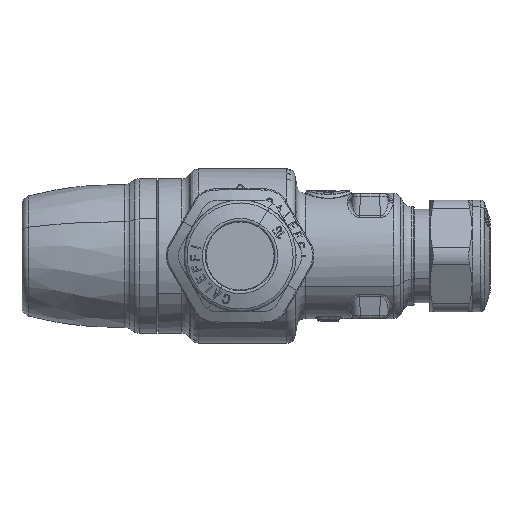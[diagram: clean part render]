
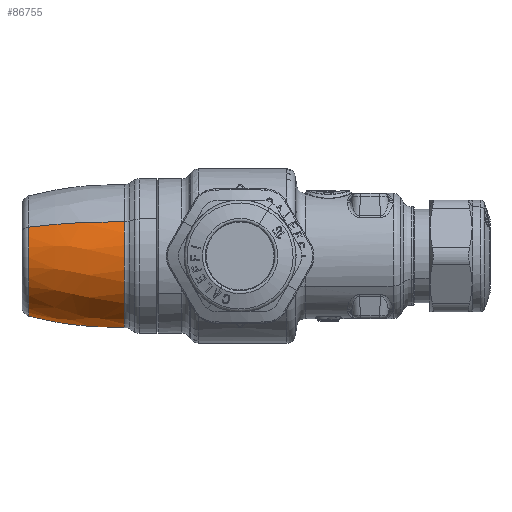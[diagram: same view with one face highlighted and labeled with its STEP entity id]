
A CAD part, left-side view. The second image highlights one B-rep face of the part: STEP entity #86755.
In plain terms, the highlighted face is a revolution surface.
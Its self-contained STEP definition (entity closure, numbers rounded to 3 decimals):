
#86673=CARTESIAN_POINT('Axis2P3D Location',(0.,25.813,0.)) ;
#86677=CARTESIAN_POINT('Vertex',(-14.05,25.813,7.675)) ;
#86679=CARTESIAN_POINT('Vertex',(14.05,25.813,-7.675)) ;
#86717=CARTESIAN_POINT('Control Point',(16.01,25.813,0.)) ;
#86718=CARTESIAN_POINT('Control Point',(16.085,31.217,0.)) ;
#86719=CARTESIAN_POINT('Control Point',(15.675,36.627,0.)) ;
#86720=CARTESIAN_POINT('Control Point',(14.776,41.979,0.)) ;
#86721=CARTESIAN_POINT('Control Point',(13.407,47.207,0.)) ;
#86722=CARTESIAN_POINT('Axis1P Location',(0.,33.7,0.)) ;
#86726=CARTESIAN_POINT('Axis2P3D Location',(0.,47.207,0.)) ;
#86730=CARTESIAN_POINT('Vertex',(11.765,47.207,-6.427)) ;
#86732=CARTESIAN_POINT('Vertex',(-11.765,47.207,6.427)) ;
#86736=CARTESIAN_POINT('Control Point',(14.05,25.813,-7.675)) ;
#86737=CARTESIAN_POINT('Control Point',(14.116,31.217,-7.712)) ;
#86738=CARTESIAN_POINT('Control Point',(13.756,36.627,-7.515)) ;
#86739=CARTESIAN_POINT('Control Point',(12.967,41.979,-7.084)) ;
#86740=CARTESIAN_POINT('Control Point',(11.765,47.207,-6.427)) ;
#86743=CARTESIAN_POINT('Control Point',(-14.05,25.813,7.675)) ;
#86744=CARTESIAN_POINT('Control Point',(-14.116,31.217,7.712)) ;
#86745=CARTESIAN_POINT('Control Point',(-13.756,36.627,7.515)) ;
#86746=CARTESIAN_POINT('Control Point',(-12.967,41.979,7.084)) ;
#86747=CARTESIAN_POINT('Control Point',(-11.765,47.207,6.427)) ;
#86674=DIRECTION('Axis2P3D Direction',(0.,-1.,0.)) ;
#86723=DIRECTION('Axis1P Direction',(0.,1.,0.)) ;
#86727=DIRECTION('Axis2P3D Direction',(0.,1.,0.)) ;
#86675=AXIS2_PLACEMENT_3D('Circle Axis2P3D',#86673,#86674,$) ;
#86728=AXIS2_PLACEMENT_3D('Circle Axis2P3D',#86726,#86727,$) ;
#86750=ORIENTED_EDGE('',*,*,#86734,.F.) ;
#86751=ORIENTED_EDGE('',*,*,#86741,.F.) ;
#86752=ORIENTED_EDGE('',*,*,#86681,.F.) ;
#86753=ORIENTED_EDGE('',*,*,#86748,.T.) ;
#86755=ADVANCED_FACE('PartBody',(#86754),#86725,.T.) ;
#86724=AXIS1_PLACEMENT('Revolution Surface Axis1P',#86722,#86723) ;
#86716=B_SPLINE_CURVE_WITH_KNOTS('',4,(#86717,#86718,#86719,#86720,#86721),.UNSPECIFIED.,.F.,.U.,(5,5),(501.532,523.149),.UNSPECIFIED.) ;
#86735=B_SPLINE_CURVE_WITH_KNOTS('',4,(#86736,#86737,#86738,#86739,#86740),.UNSPECIFIED.,.F.,.U.,(5,5),(501.532,523.149),.UNSPECIFIED.) ;
#86742=B_SPLINE_CURVE_WITH_KNOTS('',4,(#86743,#86744,#86745,#86746,#86747),.UNSPECIFIED.,.F.,.U.,(5,5),(501.532,523.149),.UNSPECIFIED.) ;
#86676=CIRCLE('generated circle',#86675,16.01) ;
#86729=CIRCLE('generated circle',#86728,13.407) ;
#86681=EDGE_CURVE('',#86678,#86680,#86676,.T.) ;
#86734=EDGE_CURVE('',#86731,#86733,#86729,.T.) ;
#86741=EDGE_CURVE('',#86680,#86731,#86735,.T.) ;
#86748=EDGE_CURVE('',#86678,#86733,#86742,.T.) ;
#86749=EDGE_LOOP('',(#86750,#86751,#86752,#86753)) ;
#86754=FACE_OUTER_BOUND('',#86749,.T.) ;
#86725=SURFACE_OF_REVOLUTION('Surface of Revolution',#86716,#86724) ;
#86678=VERTEX_POINT('',#86677) ;
#86680=VERTEX_POINT('',#86679) ;
#86731=VERTEX_POINT('',#86730) ;
#86733=VERTEX_POINT('',#86732) ;
